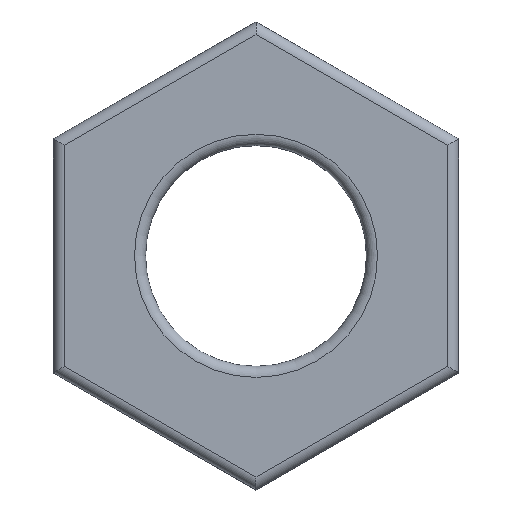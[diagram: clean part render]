
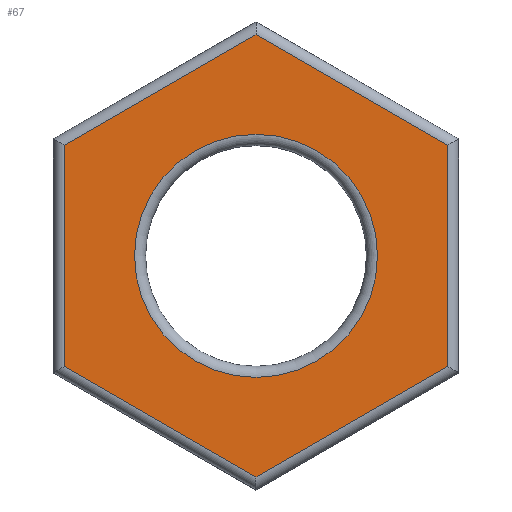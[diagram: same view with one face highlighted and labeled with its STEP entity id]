
A CAD part, top view. The second image highlights one B-rep face of the part: STEP entity #67.
In plain terms, the highlighted planar face has unit normal (0, 0, 1).
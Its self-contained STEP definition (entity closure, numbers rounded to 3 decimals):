
#67=ADVANCED_FACE('',(#274,#276),#278,.T.);
#274=FACE_BOUND('',#275,.T.);
#275=EDGE_LOOP('',(#443,#444,#445,#446,#447,#448));
#276=FACE_BOUND('',#277,.T.);
#277=EDGE_LOOP('',(#449));
#278=PLANE('',#279);
#279=AXIS2_PLACEMENT_3D('',#280,#281,#282);
#280=CARTESIAN_POINT('',(0.,0.,5.));
#281=DIRECTION('',(0.,0.,1.));
#282=DIRECTION('',(1.,0.,0.));
#443=ORIENTED_EDGE('',*,*,#535,.T.);
#444=ORIENTED_EDGE('',*,*,#536,.T.);
#445=ORIENTED_EDGE('',*,*,#537,.T.);
#446=ORIENTED_EDGE('',*,*,#538,.T.);
#447=ORIENTED_EDGE('',*,*,#539,.T.);
#448=ORIENTED_EDGE('',*,*,#540,.T.);
#449=ORIENTED_EDGE('',*,*,#541,.T.);
#535=EDGE_CURVE('',#588,#589,#590,.T.);
#536=EDGE_CURVE('',#589,#591,#592,.T.);
#537=EDGE_CURVE('',#591,#593,#594,.T.);
#538=EDGE_CURVE('',#593,#595,#596,.T.);
#539=EDGE_CURVE('',#595,#597,#598,.T.);
#540=EDGE_CURVE('',#597,#588,#599,.T.);
#541=EDGE_CURVE('',#600,#600,#601,.F.);
#588=VERTEX_POINT('',#677);
#589=VERTEX_POINT('',#678);
#590=LINE('',#679,#680);
#591=VERTEX_POINT('',#682);
#592=LINE('',#683,#684);
#593=VERTEX_POINT('',#686);
#594=LINE('',#687,#688);
#595=VERTEX_POINT('',#690);
#596=LINE('',#691,#692);
#597=VERTEX_POINT('',#694);
#598=LINE('',#695,#696);
#599=LINE('',#698,#699);
#600=VERTEX_POINT('',#701);
#601=CIRCLE('',#702,3.3);
#677=CARTESIAN_POINT('',(0.,6.004,5.));
#678=CARTESIAN_POINT('',(-5.2,3.002,5.));
#679=CARTESIAN_POINT('',(0.,6.004,5.));
#680=VECTOR('',#681,1.);
#681=DIRECTION('',(-0.866,-0.5,0.));
#682=CARTESIAN_POINT('',(-5.2,-3.002,5.));
#683=CARTESIAN_POINT('',(-5.2,3.002,5.));
#684=VECTOR('',#685,1.);
#685=DIRECTION('',(0.,-1.,0.));
#686=CARTESIAN_POINT('',(0.,-6.004,5.));
#687=CARTESIAN_POINT('',(-5.2,-3.002,5.));
#688=VECTOR('',#689,1.);
#689=DIRECTION('',(0.866,-0.5,0.));
#690=CARTESIAN_POINT('',(5.2,-3.002,5.));
#691=CARTESIAN_POINT('',(0.,-6.004,5.));
#692=VECTOR('',#693,1.);
#693=DIRECTION('',(0.866,0.5,0.));
#694=CARTESIAN_POINT('',(5.2,3.002,5.));
#695=CARTESIAN_POINT('',(5.2,-3.002,5.));
#696=VECTOR('',#697,1.);
#697=DIRECTION('',(0.,1.,0.));
#698=CARTESIAN_POINT('',(5.2,3.002,5.));
#699=VECTOR('',#700,1.);
#700=DIRECTION('',(-0.866,0.5,0.));
#701=CARTESIAN_POINT('',(3.3,0.,5.));
#702=AXIS2_PLACEMENT_3D('',#703,#704,#705);
#703=CARTESIAN_POINT('',(0.,0.,5.));
#704=DIRECTION('',(0.,0.,1.));
#705=DIRECTION('',(1.,0.,0.));
